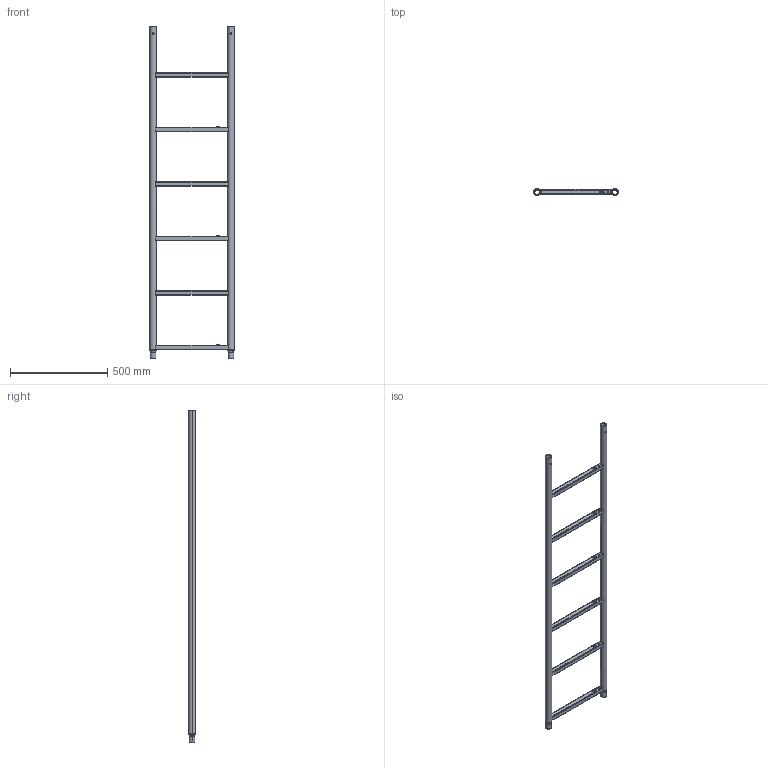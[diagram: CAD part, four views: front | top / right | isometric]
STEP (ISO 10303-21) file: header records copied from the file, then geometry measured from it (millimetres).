
FILE_DESCRIPTION (( 'STEP AP203' ), '1' );
FILE_NAME ('9284000006.STEP', '2024-04-25T14:45:50', ( '' ), ( '' ), 'SwSTEP 2.0', 'SolidWorks 2022', '' );
FILE_SCHEMA (( 'CONFIG_CONTROL_DESIGN' ));
Length unit declared in the file: metre
Products named in the file (1): 9284000006
Bounding box: 433.7 x 33.7 x 1706 mm (x, y, z)
Volume: 958740.3 mm3; surface area: 969836.6 mm2
Topology: 8 solids, 8 shells, 688 faces, 1804 edges, 1096 vertices
Faces by surface type: plane 196, cone 152, cylinder 138, torus 112, bspline 90
Entity records: 26039 total; most frequent: CARTESIAN_POINT 9491, ORIENTED_EDGE 3608, DIRECTION 3362, EDGE_CURVE 1804, AXIS2_PLACEMENT_3D 1287, VERTEX_POINT 1096, VECTOR 788, LINE 788
